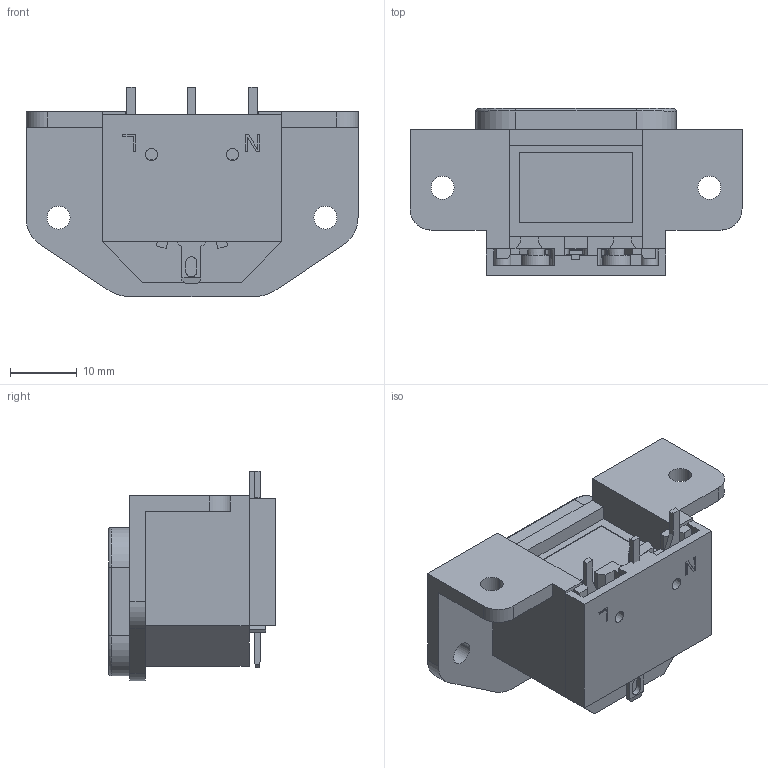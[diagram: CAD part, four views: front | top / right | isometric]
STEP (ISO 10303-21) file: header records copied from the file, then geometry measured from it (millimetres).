
FILE_DESCRIPTION (( 'STEP AP214' ), '1' );
FILE_NAME ('ACM-C4-GBCA-LC_3D.step', '2023-11-15T16:26:45', ( '' ), ( '' ), 'SwSTEP 2.0', 'SolidWorks 2022', '' );
FILE_SCHEMA (( 'AUTOMOTIVE_DESIGN' ));
Length unit declared in the file: inch
Products named in the file (1): ACM-C4-GBCA-LC_3D
Bounding box: 49.76 x 25.02 x 31.45 mm (x, y, z)
Volume: 8526.7 mm3; surface area: 10234.5 mm2
Topology: 8 solids, 8 shells, 395 faces, 1057 edges, 692 vertices
Faces by surface type: plane 296, cylinder 73, cone 18, torus 8
Entity records: 12462 total; most frequent: CARTESIAN_POINT 2273, ORIENTED_EDGE 2114, DIRECTION 2019, EDGE_CURVE 1057, LINE 863, VECTOR 863, VERTEX_POINT 692, AXIS2_PLACEMENT_3D 578
